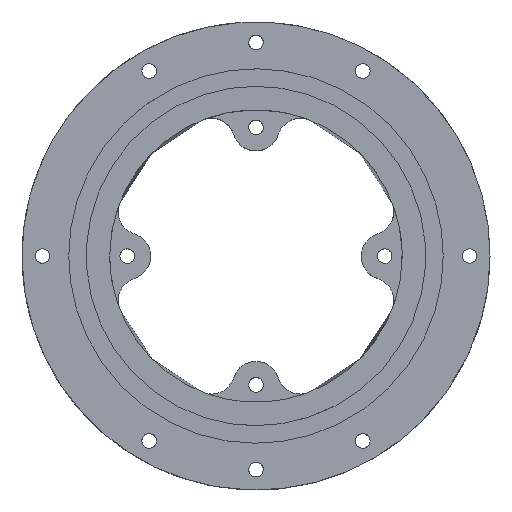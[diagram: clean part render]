
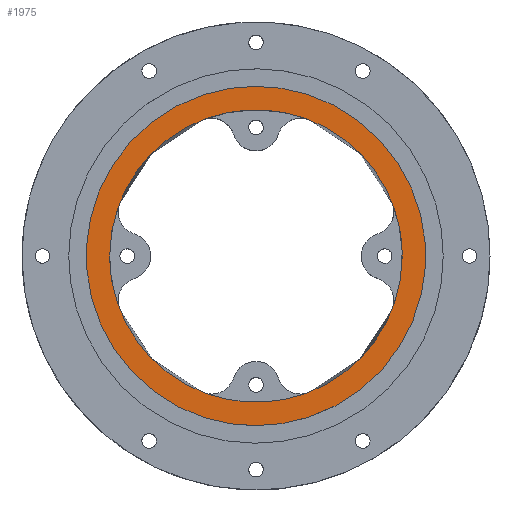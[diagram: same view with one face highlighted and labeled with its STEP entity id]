
A CAD part, top view. The second image highlights one B-rep face of the part: STEP entity #1975.
In plain terms, the highlighted free-form (B-spline) face has degree [1, 1] with [2, 2] control points.
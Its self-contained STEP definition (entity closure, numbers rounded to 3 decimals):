
#238 = EDGE_CURVE('',#239,#241,#243,.T.);
#239 = VERTEX_POINT('',#240);
#240 = CARTESIAN_POINT('',(70.485,16.815,41.));
#241 = VERTEX_POINT('',#242);
#242 = CARTESIAN_POINT('',(20.485,16.815,41.));
#243 = ( BOUNDED_CURVE() B_SPLINE_CURVE(2,(#244,#245,#246,#247,#248),
.UNSPECIFIED.,.F.,.F.) B_SPLINE_CURVE_WITH_KNOTS((3,2,3),(0.,
1.571,3.142),.UNSPECIFIED.) CURVE() 
GEOMETRIC_REPRESENTATION_ITEM() RATIONAL_B_SPLINE_CURVE((1.,
0.707,1.,0.707,1.)) REPRESENTATION_ITEM('') );
#244 = CARTESIAN_POINT('',(70.485,16.815,41.));
#245 = CARTESIAN_POINT('',(70.485,-8.185,41.));
#246 = CARTESIAN_POINT('',(45.485,-8.185,41.));
#247 = CARTESIAN_POINT('',(20.485,-8.185,41.));
#248 = CARTESIAN_POINT('',(20.485,16.815,41.));
#250 = EDGE_CURVE('',#241,#239,#251,.T.);
#251 = ( BOUNDED_CURVE() B_SPLINE_CURVE(2,(#252,#253,#254,#255,#256),
.UNSPECIFIED.,.F.,.F.) B_SPLINE_CURVE_WITH_KNOTS((3,2,3),(3.142,
4.712,6.283),.PIECEWISE_BEZIER_KNOTS.) CURVE() 
GEOMETRIC_REPRESENTATION_ITEM() RATIONAL_B_SPLINE_CURVE((1.,
0.707,1.,0.707,1.)) REPRESENTATION_ITEM('') );
#252 = CARTESIAN_POINT('',(20.485,16.815,41.));
#253 = CARTESIAN_POINT('',(20.485,41.815,41.));
#254 = CARTESIAN_POINT('',(45.485,41.815,41.));
#255 = CARTESIAN_POINT('',(70.485,41.815,41.));
#256 = CARTESIAN_POINT('',(70.485,16.815,41.));
#1792 = VERTEX_POINT('',#1793);
#1793 = CARTESIAN_POINT('',(45.485,45.815,41.));
#1798 = EDGE_CURVE('',#1799,#1792,#1801,.T.);
#1799 = VERTEX_POINT('',#1800);
#1800 = CARTESIAN_POINT('',(45.485,-12.185,41.));
#1801 = ( BOUNDED_CURVE() B_SPLINE_CURVE(2,(#1802,#1803,#1804,#1805,
#1806),.UNSPECIFIED.,.F.,.F.) B_SPLINE_CURVE_WITH_KNOTS((3,2,3),(0.,
1.571,3.142),.UNSPECIFIED.) CURVE() 
GEOMETRIC_REPRESENTATION_ITEM() RATIONAL_B_SPLINE_CURVE((1.,
0.707,1.,0.707,1.)) REPRESENTATION_ITEM('') );
#1802 = CARTESIAN_POINT('',(45.485,-12.185,41.));
#1803 = CARTESIAN_POINT('',(74.485,-12.185,41.));
#1804 = CARTESIAN_POINT('',(74.485,16.815,41.));
#1805 = CARTESIAN_POINT('',(74.485,45.815,41.));
#1806 = CARTESIAN_POINT('',(45.485,45.815,41.));
#1808 = EDGE_CURVE('',#1792,#1799,#1809,.T.);
#1809 = ( BOUNDED_CURVE() B_SPLINE_CURVE(2,(#1810,#1811,#1812,#1813,
#1814),.UNSPECIFIED.,.F.,.F.) B_SPLINE_CURVE_WITH_KNOTS((3,2,3),(
    3.142,4.712,6.283),
.PIECEWISE_BEZIER_KNOTS.) CURVE() GEOMETRIC_REPRESENTATION_ITEM() 
RATIONAL_B_SPLINE_CURVE((1.,0.707,1.,0.707,1.)) 
REPRESENTATION_ITEM('') );
#1810 = CARTESIAN_POINT('',(45.485,45.815,41.));
#1811 = CARTESIAN_POINT('',(16.485,45.815,41.));
#1812 = CARTESIAN_POINT('',(16.485,16.815,41.));
#1813 = CARTESIAN_POINT('',(16.485,-12.185,41.));
#1814 = CARTESIAN_POINT('',(45.485,-12.185,41.));
#1975 = ADVANCED_FACE('',(#1976,#1980),#1984,.T.);
#1976 = FACE_BOUND('',#1977,.T.);
#1977 = EDGE_LOOP('',(#1978,#1979));
#1978 = ORIENTED_EDGE('',*,*,#1798,.T.);
#1979 = ORIENTED_EDGE('',*,*,#1808,.T.);
#1980 = FACE_BOUND('',#1981,.T.);
#1981 = EDGE_LOOP('',(#1982,#1983));
#1982 = ORIENTED_EDGE('',*,*,#238,.T.);
#1983 = ORIENTED_EDGE('',*,*,#250,.T.);
#1984 = B_SPLINE_SURFACE_WITH_KNOTS('',1,1,(
    (#1985,#1986)
    ,(#1987,#1988
    )),.UNSPECIFIED.,.F.,.F.,.F.,(2,2),(2,2),(-29.001,29.001),(-29.001,
    29.001),.PIECEWISE_BEZIER_KNOTS.);
#1985 = CARTESIAN_POINT('',(74.486,45.816,41.));
#1986 = CARTESIAN_POINT('',(74.486,-12.186,41.));
#1987 = CARTESIAN_POINT('',(16.484,45.816,41.));
#1988 = CARTESIAN_POINT('',(16.484,-12.186,41.));
